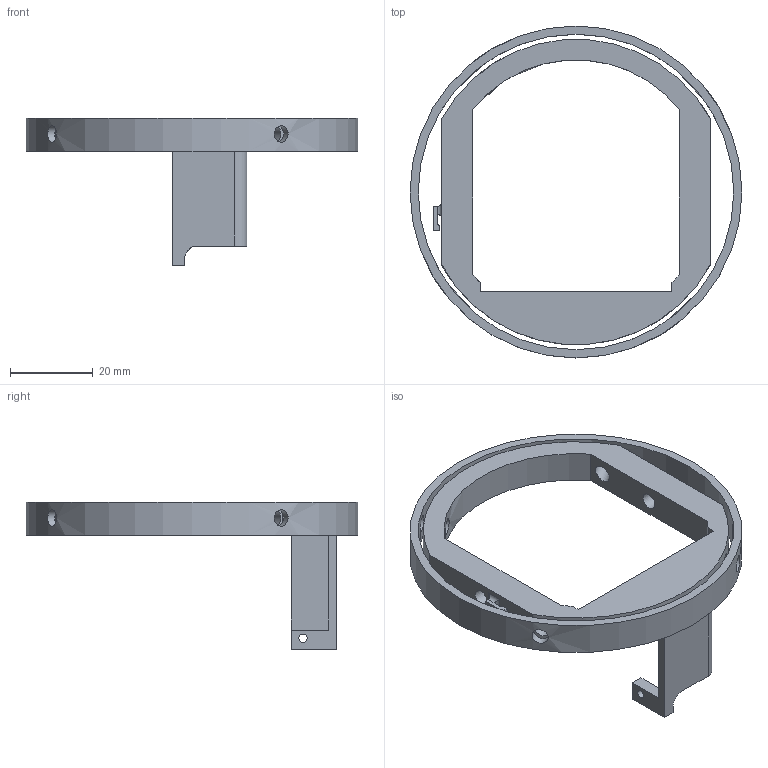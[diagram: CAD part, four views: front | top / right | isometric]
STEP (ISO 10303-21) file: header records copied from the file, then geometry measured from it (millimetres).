
FILE_DESCRIPTION(/* description */ ('STEP AP242','CAx-IF Rec.Pracs.---Representation and Presentation of Product Manufacturing Information (PMI)---4.0---2014-10-13','CAx-IF Rec.Pracs.---3D Tessellated Geometry---0.4---2014-09-14','2;1'),/* implementation_level */ '2;1');
FILE_NAME(/* name */ '66d39ba0314ff53c6ae49236',/* time_stamp */ '2024-08-31T22:39:28Z',/* author */ (''),/* organization */ (''),/* preprocessor_version */ 'ST-DEVELOPER v20',/* originating_system */ ' ',/* authorisation */ ' ');
FILE_SCHEMA (('AP242_MANAGED_MODEL_BASED_3D_ENGINEERING_MIM_LF { 1 0 10303 442 1 1 4 }'));
Length unit declared in the file: metre
Products named in the file (2): Guide; Outer Axis
Bounding box: 80.4 x 80.4 x 35.8 mm (x, y, z)
Volume: 15008.2 mm3; surface area: 13055.4 mm2
Topology: 2 solids, 2 shells, 59 faces, 156 edges, 102 vertices
Faces by surface type: plane 32, cylinder 27
Full cylindrical faces by diameter (mm): 2 x2, 4 x10, 76.4 x1, 80.4 x1
Entity records: 1945 total; most frequent: CARTESIAN_POINT 433, DIRECTION 288, ORIENTED_EDGE 282, EDGE_CURVE 141, VERTEX_POINT 101, EDGE_LOOP 100, FACE_BOUND 100, AXIS2_PLACEMENT_3D 99
